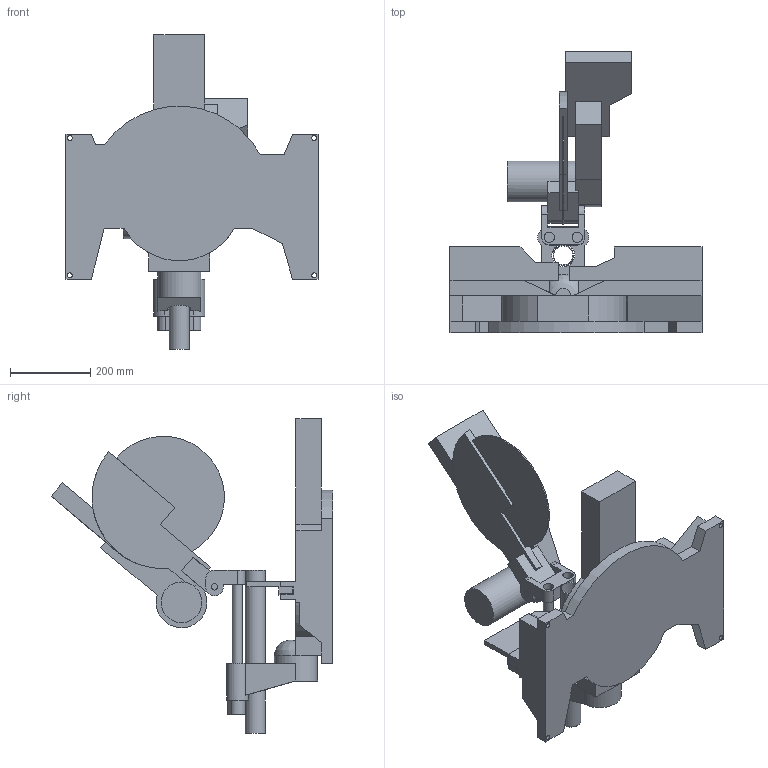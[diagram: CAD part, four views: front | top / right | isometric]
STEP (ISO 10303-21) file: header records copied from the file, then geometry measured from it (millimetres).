
FILE_DESCRIPTION(/* description */ (''),/* implementation_level */ '2;1');
FILE_NAME(/* name */ 'MiterSaw.step',/* time_stamp */ '2018-05-27T22:53:59-04:00',/* author */ ('k.mcleod.000'),/* organization */ (''),/* preprocessor_version */ 'ST-DEVELOPER v17',/* originating_system */ 'Autodesk Translation Framework v7.1.0.215',/* authorisation */ '');
FILE_SCHEMA (('AUTOMOTIVE_DESIGN { 1 0 10303 214 3 1 1 }'));
Length unit declared in the file: inch
Products named in the file (8): Saw Base; Component1; Component2; Component3; Component4; Component5; Component7; Component8
Assembly tree (7 placements, depth 2):
  Saw Base
    Component1
    Component2
    Component3
    Component4
    Component5
    Component7
    Component8
Bounding box: 628.66 x 702.65 x 784.23 mm (x, y, z)
Volume: 26282321 mm3; surface area: 1991227.8 mm2
Topology: 11 solids, 11 shells, 209 faces, 548 edges, 362 vertices
Faces by surface type: plane 165, cylinder 43, bspline 1
Full cylindrical faces by diameter (mm): 12.065 x4, 15.875 x4, 25.4 x8, 47.752 x1, 50.8 x3, 57.15 x1, 101.6 x1, 107.95 x1
Entity records: 6703 total; most frequent: CARTESIAN_POINT 1148, DIRECTION 1098, ORIENTED_EDGE 1096, EDGE_CURVE 548, LINE 444, VECTOR 444, VERTEX_POINT 362, AXIS2_PLACEMENT_3D 327
